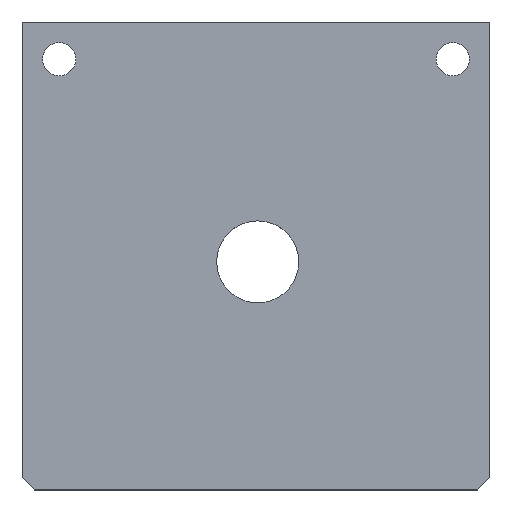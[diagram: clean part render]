
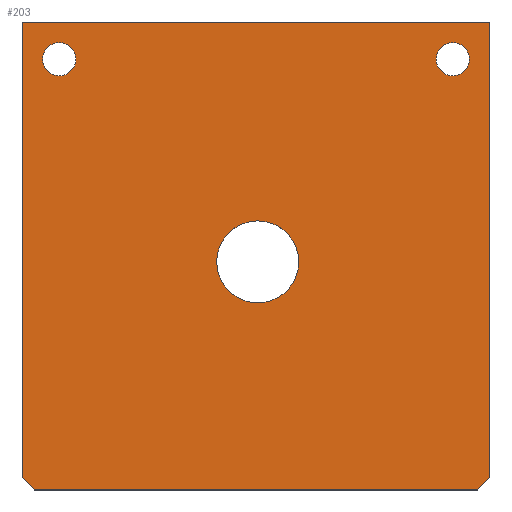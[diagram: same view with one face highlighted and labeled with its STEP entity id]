
A CAD part, top view. The second image highlights one B-rep face of the part: STEP entity #203.
In plain terms, the highlighted planar face has unit normal (0, 0, 1).
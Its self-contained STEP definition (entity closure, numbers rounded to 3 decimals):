
#42 = VERTEX_POINT('',#43);
#43 = CARTESIAN_POINT('',(172.453,-127.686,1.51));
#49 = EDGE_CURVE('',#42,#50,#52,.T.);
#50 = VERTEX_POINT('',#51);
#51 = CARTESIAN_POINT('',(171.183,-128.956,1.51));
#52 = LINE('',#53,#54);
#53 = CARTESIAN_POINT('',(172.453,-127.686,1.51));
#54 = VECTOR('',#55,1.);
#55 = DIRECTION('',(-0.707,-0.707,0.));
#82 = VERTEX_POINT('',#83);
#83 = CARTESIAN_POINT('',(172.453,-81.051,1.51));
#89 = EDGE_CURVE('',#82,#42,#90,.T.);
#90 = LINE('',#91,#92);
#91 = CARTESIAN_POINT('',(172.453,-81.051,1.51));
#92 = VECTOR('',#93,1.);
#93 = DIRECTION('',(0.,-1.,0.));
#111 = EDGE_CURVE('',#50,#112,#114,.T.);
#112 = VERTEX_POINT('',#113);
#113 = CARTESIAN_POINT('',(125.819,-128.956,1.51));
#114 = LINE('',#115,#116);
#115 = CARTESIAN_POINT('',(171.183,-128.956,1.51));
#116 = VECTOR('',#117,1.);
#117 = DIRECTION('',(-1.,0.,0.));
#203 = ADVANCED_FACE('',(#204,#231,#242,#253),#264,.T.);
#204 = FACE_BOUND('',#205,.T.);
#205 = EDGE_LOOP('',(#206,#207,#208,#216,#224,#230));
#206 = ORIENTED_EDGE('',*,*,#49,.F.);
#207 = ORIENTED_EDGE('',*,*,#89,.F.);
#208 = ORIENTED_EDGE('',*,*,#209,.F.);
#209 = EDGE_CURVE('',#210,#82,#212,.T.);
#210 = VERTEX_POINT('',#211);
#211 = CARTESIAN_POINT('',(124.549,-81.051,1.51));
#212 = LINE('',#213,#214);
#213 = CARTESIAN_POINT('',(124.549,-81.051,1.51));
#214 = VECTOR('',#215,1.);
#215 = DIRECTION('',(1.,0.,0.));
#216 = ORIENTED_EDGE('',*,*,#217,.F.);
#217 = EDGE_CURVE('',#218,#210,#220,.T.);
#218 = VERTEX_POINT('',#219);
#219 = CARTESIAN_POINT('',(124.549,-127.686,1.51));
#220 = LINE('',#221,#222);
#221 = CARTESIAN_POINT('',(124.549,-127.686,1.51));
#222 = VECTOR('',#223,1.);
#223 = DIRECTION('',(0.,1.,0.));
#224 = ORIENTED_EDGE('',*,*,#225,.F.);
#225 = EDGE_CURVE('',#112,#218,#226,.T.);
#226 = LINE('',#227,#228);
#227 = CARTESIAN_POINT('',(125.819,-128.956,1.51));
#228 = VECTOR('',#229,1.);
#229 = DIRECTION('',(-0.707,0.707,0.));
#230 = ORIENTED_EDGE('',*,*,#111,.F.);
#231 = FACE_BOUND('',#232,.T.);
#232 = EDGE_LOOP('',(#233));
#233 = ORIENTED_EDGE('',*,*,#234,.T.);
#234 = EDGE_CURVE('',#235,#235,#237,.T.);
#235 = VERTEX_POINT('',#236);
#236 = CARTESIAN_POINT('',(148.679,-109.807,1.51));
#237 = CIRCLE('',#238,4.2);
#238 = AXIS2_PLACEMENT_3D('',#239,#240,#241);
#239 = CARTESIAN_POINT('',(148.679,-105.607,1.51));
#240 = DIRECTION('',(-0.,0.,-1.));
#241 = DIRECTION('',(-0.,-1.,0.));
#242 = FACE_BOUND('',#243,.T.);
#243 = EDGE_LOOP('',(#244));
#244 = ORIENTED_EDGE('',*,*,#245,.T.);
#245 = EDGE_CURVE('',#246,#246,#248,.T.);
#246 = VERTEX_POINT('',#247);
#247 = CARTESIAN_POINT('',(128.359,-86.561,1.51));
#248 = CIRCLE('',#249,1.7);
#249 = AXIS2_PLACEMENT_3D('',#250,#251,#252);
#250 = CARTESIAN_POINT('',(128.359,-84.861,1.51));
#251 = DIRECTION('',(-0.,0.,-1.));
#252 = DIRECTION('',(-0.,-1.,0.));
#253 = FACE_BOUND('',#254,.T.);
#254 = EDGE_LOOP('',(#255));
#255 = ORIENTED_EDGE('',*,*,#256,.T.);
#256 = EDGE_CURVE('',#257,#257,#259,.T.);
#257 = VERTEX_POINT('',#258);
#258 = CARTESIAN_POINT('',(168.643,-86.561,1.51));
#259 = CIRCLE('',#260,1.7);
#260 = AXIS2_PLACEMENT_3D('',#261,#262,#263);
#261 = CARTESIAN_POINT('',(168.643,-84.861,1.51));
#262 = DIRECTION('',(-0.,0.,-1.));
#263 = DIRECTION('',(-0.,-1.,0.));
#264 = PLANE('',#265);
#265 = AXIS2_PLACEMENT_3D('',#266,#267,#268);
#266 = CARTESIAN_POINT('',(0.,0.,1.51));
#267 = DIRECTION('',(0.,0.,1.));
#268 = DIRECTION('',(1.,0.,-0.));
